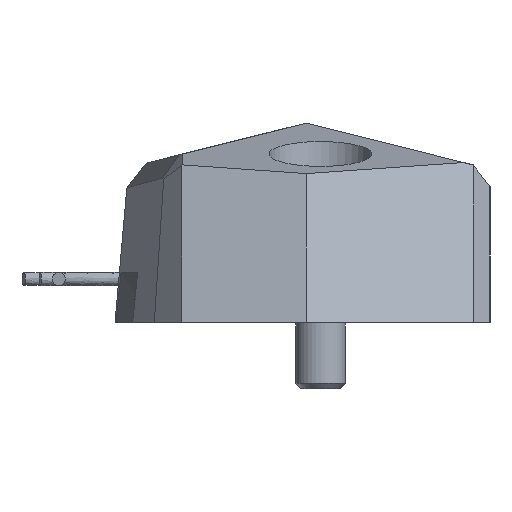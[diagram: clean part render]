
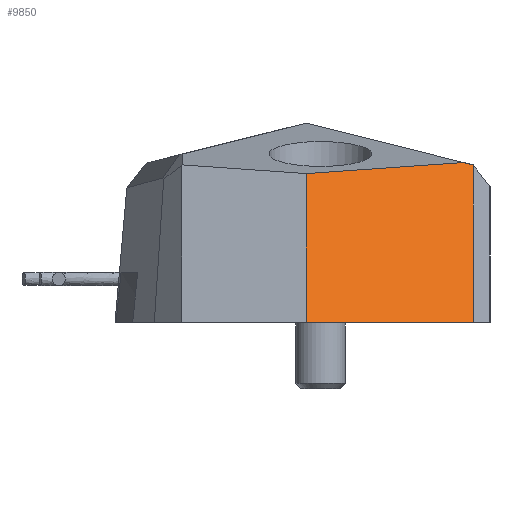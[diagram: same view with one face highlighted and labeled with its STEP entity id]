
A CAD part, left-side view. The second image highlights one B-rep face of the part: STEP entity #9850.
In plain terms, the highlighted planar face has unit normal (-0.912, -0.242, 0.332).
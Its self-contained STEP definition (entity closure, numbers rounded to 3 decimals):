
#857=FACE_OUTER_BOUND('',#1412,.T.);
#1412=EDGE_LOOP('',(#7148,#7149,#7150,#7151,#7152));
#2037=LINE('',#13754,#3130);
#2160=LINE('',#14323,#3253);
#2164=LINE('',#14329,#3257);
#2165=LINE('',#14332,#3258);
#2166=LINE('',#14333,#3259);
#3130=VECTOR('',#11247,10.667);
#3253=VECTOR('',#11498,10.667);
#3257=VECTOR('',#11506,10.667);
#3258=VECTOR('',#11509,10.667);
#3259=VECTOR('',#11510,10.667);
#4196=VERTEX_POINT('',#13751);
#4197=VERTEX_POINT('',#13753);
#4286=VERTEX_POINT('',#14321);
#4287=VERTEX_POINT('',#14322);
#4288=VERTEX_POINT('',#14331);
#5215=EDGE_CURVE('',#4196,#4197,#2037,.T.);
#5361=EDGE_CURVE('',#4286,#4287,#2160,.T.);
#5365=EDGE_CURVE('',#4197,#4287,#2164,.T.);
#5366=EDGE_CURVE('',#4288,#4196,#2165,.T.);
#5367=EDGE_CURVE('',#4286,#4288,#2166,.T.);
#7148=ORIENTED_EDGE('',*,*,#5215,.F.);
#7149=ORIENTED_EDGE('',*,*,#5366,.F.);
#7150=ORIENTED_EDGE('',*,*,#5367,.F.);
#7151=ORIENTED_EDGE('',*,*,#5361,.T.);
#7152=ORIENTED_EDGE('',*,*,#5365,.F.);
#9449=PLANE('',#10542);
#9850=ADVANCED_FACE('',(#857),#9449,.T.);
#10542=AXIS2_PLACEMENT_3D('',#14330,#11507,#11508);
#11247=DIRECTION('',(-0.257,0.966,0.));
#11498=DIRECTION('',(-0.279,0.958,-0.067));
#11506=DIRECTION('',(0.342,0.,0.94));
#11507=DIRECTION('center_axis',(-0.912,-0.243,0.332));
#11508=DIRECTION('ref_axis',(0.228,-0.97,-0.083));
#11509=DIRECTION('',(-0.342,0.,-0.94));
#11510=DIRECTION('',(0.167,-0.956,-0.239));
#13751=CARTESIAN_POINT('',(-63.441,-61.55,34.692));
#13753=CARTESIAN_POINT('',(-66.113,-51.504,34.692));
#13754=CARTESIAN_POINT('',(-65.179,-55.015,34.692));
#14321=CARTESIAN_POINT('',(-60.087,-60.987,44.318));
#14322=CARTESIAN_POINT('',(-62.852,-51.504,43.651));
#14323=CARTESIAN_POINT('',(-64.627,-45.417,43.224));
#14329=CARTESIAN_POINT('',(-69.917,-51.504,24.239));
#14330=CARTESIAN_POINT('Origin',(-69.917,-51.504,24.239));
#14331=CARTESIAN_POINT('',(-59.988,-61.55,44.177));
#14332=CARTESIAN_POINT('',(-64.218,-61.55,32.555));
#14333=CARTESIAN_POINT('',(-61.001,-55.761,45.624));
